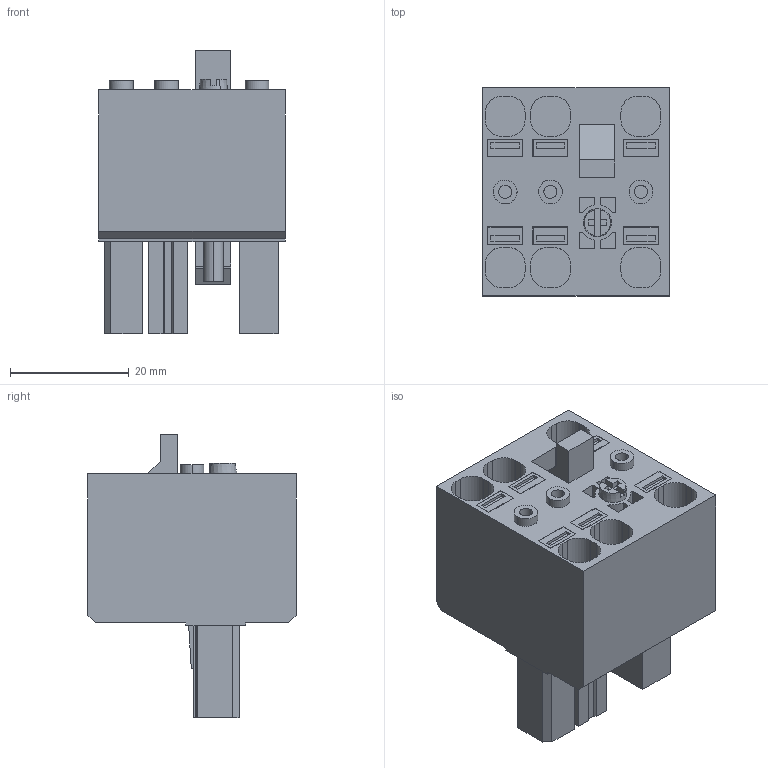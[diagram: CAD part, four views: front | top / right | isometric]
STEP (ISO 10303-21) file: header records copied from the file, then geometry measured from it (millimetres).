
FILE_DESCRIPTION(('CATIA V5R24 STEP','CAx-IF Rec.Pracs.--- Model Styling and Organization---1.4--- 2014-01-23'),'2;1');
FILE_NAME ('1208090-4_0_2720570000_2720570000.stp','2020-11-04T09:32:23+00:00',('none'),('Weidmueller'),'CATIA Version 5-6 Release 2016 SP3 HF44','CATIA V5 STEP AP214','none');
FILE_SCHEMA(('AUTOMOTIVE_DESIGN { 1 0 10303 214 1 1 1 1 }'));
Length unit declared in the file: millimetre
Products named in the file (1): 2720570000
Bounding box: 31.48 x 35.05 x 47.7 mm (x, y, z)
Volume: 28052.8 mm3; surface area: 13000.5 mm2
Topology: 9 solids, 9 shells, 428 faces, 1090 edges, 726 vertices
Faces by surface type: plane 375, cylinder 51, cone 2
Entity records: 13042 total; most frequent: CARTESIAN_POINT 2567, ORIENTED_EDGE 2180, DIRECTION 1754, EDGE_CURVE 1090, VECTOR 976, LINE 976, VERTEX_POINT 726, EDGE_LOOP 482
